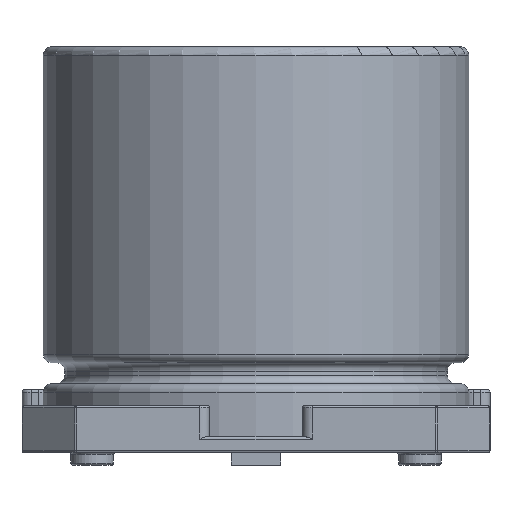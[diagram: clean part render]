
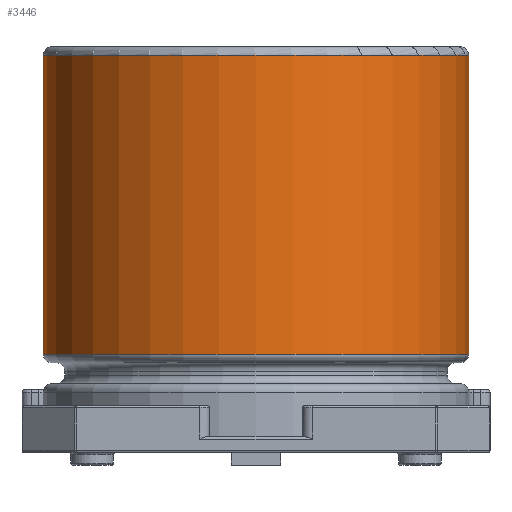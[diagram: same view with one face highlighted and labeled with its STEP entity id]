
A CAD part, left-side view. The second image highlights one B-rep face of the part: STEP entity #3446.
In plain terms, the highlighted cylindrical face has radius 3 mm (diameter 6 mm), a full revolution.
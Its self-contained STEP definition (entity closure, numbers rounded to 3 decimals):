
#317=CYLINDRICAL_SURFACE('',#3784,3.);
#462=FACE_OUTER_BOUND('',#635,.T.);
#635=EDGE_LOOP('',(#3118,#3119,#3120,#3121,#3122,#3123));
#818=LINE('',#6486,#992);
#992=VECTOR('',#4580,3.);
#1175=CIRCLE('',#3782,3.);
#1176=CIRCLE('',#3783,3.);
#1177=CIRCLE('',#3785,3.);
#1178=CIRCLE('',#3786,3.);
#1586=VERTEX_POINT('',#6479);
#1587=VERTEX_POINT('',#6481);
#1588=VERTEX_POINT('',#6485);
#1589=VERTEX_POINT('',#6487);
#2108=EDGE_CURVE('',#1586,#1587,#1175,.T.);
#2109=EDGE_CURVE('',#1587,#1586,#1176,.T.);
#2110=EDGE_CURVE('',#1587,#1588,#818,.T.);
#2111=EDGE_CURVE('',#1589,#1588,#1177,.T.);
#2112=EDGE_CURVE('',#1588,#1589,#1178,.T.);
#3118=ORIENTED_EDGE('',*,*,#2109,.F.);
#3119=ORIENTED_EDGE('',*,*,#2110,.T.);
#3120=ORIENTED_EDGE('',*,*,#2111,.F.);
#3121=ORIENTED_EDGE('',*,*,#2112,.F.);
#3122=ORIENTED_EDGE('',*,*,#2110,.F.);
#3123=ORIENTED_EDGE('',*,*,#2108,.F.);
#3446=ADVANCED_FACE('',(#462),#317,.T.);
#3782=AXIS2_PLACEMENT_3D('',#6482,#4574,#4575);
#3783=AXIS2_PLACEMENT_3D('',#6483,#4576,#4577);
#3784=AXIS2_PLACEMENT_3D('',#6484,#4578,#4579);
#3785=AXIS2_PLACEMENT_3D('',#6488,#4581,#4582);
#3786=AXIS2_PLACEMENT_3D('',#6489,#4583,#4584);
#4574=DIRECTION('center_axis',(0.,0.,1.));
#4575=DIRECTION('ref_axis',(0.,1.,0.));
#4576=DIRECTION('center_axis',(0.,0.,1.));
#4577=DIRECTION('ref_axis',(0.,1.,0.));
#4578=DIRECTION('center_axis',(0.,0.,1.));
#4579=DIRECTION('ref_axis',(0.,1.,0.));
#4580=DIRECTION('',(0.,0.,-1.));
#4581=DIRECTION('center_axis',(0.,0.,-1.));
#4582=DIRECTION('ref_axis',(0.,-1.,0.));
#4583=DIRECTION('center_axis',(0.,0.,-1.));
#4584=DIRECTION('ref_axis',(0.,-1.,0.));
#6479=CARTESIAN_POINT('',(0.,3.,5.78));
#6481=CARTESIAN_POINT('',(0.,-3.,5.78));
#6482=CARTESIAN_POINT('Origin',(0.,0.,5.78));
#6483=CARTESIAN_POINT('Origin',(0.,0.,5.78));
#6484=CARTESIAN_POINT('Origin',(0.,0.,0.398));
#6485=CARTESIAN_POINT('',(0.,-3.,1.566));
#6486=CARTESIAN_POINT('',(0.,-3.,0.398));
#6487=CARTESIAN_POINT('',(0.,3.,1.566));
#6488=CARTESIAN_POINT('Origin',(0.,0.,1.566));
#6489=CARTESIAN_POINT('Origin',(0.,0.,1.566));
